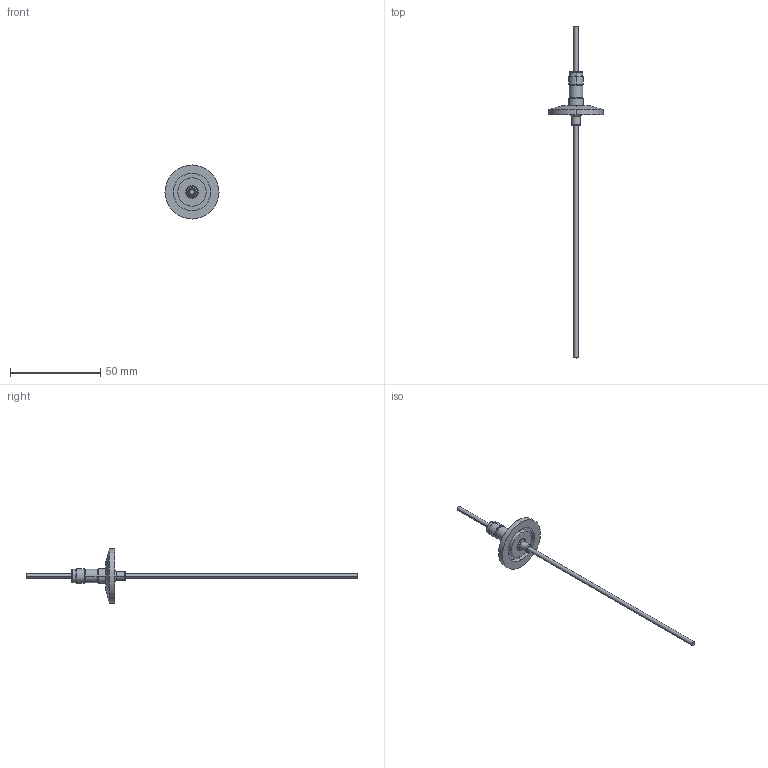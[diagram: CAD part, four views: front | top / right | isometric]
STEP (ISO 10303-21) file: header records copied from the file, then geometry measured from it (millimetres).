
FILE_DESCRIPTION (( 'STEP AP203' ), '1' );
FILE_NAME ('A0516-2-QF.STEP', '2013-05-29T11:47:46', ( '' ), ( '' ), 'SwSTEP 2.0', 'SolidWorks 2012', '' );
FILE_SCHEMA (( 'CONFIG_CONTROL_DESIGN' ));
Length unit declared in the file: inch
Products named in the file (1): A0516-2-QF
Bounding box: 29.97 x 184.15 x 29.97 mm (x, y, z)
Volume: 4137.8 mm3; surface area: 4503.9 mm2
Topology: 1 solids, 2 shells, 72 faces, 150 edges, 92 vertices
Faces by surface type: cylinder 38, plane 14, cone 12, torus 8
Entity records: 2023 total; most frequent: DIRECTION 396, CARTESIAN_POINT 315, ORIENTED_EDGE 300, AXIS2_PLACEMENT_3D 173, EDGE_CURVE 150, CIRCLE 100, VERTEX_POINT 92, EDGE_LOOP 84
